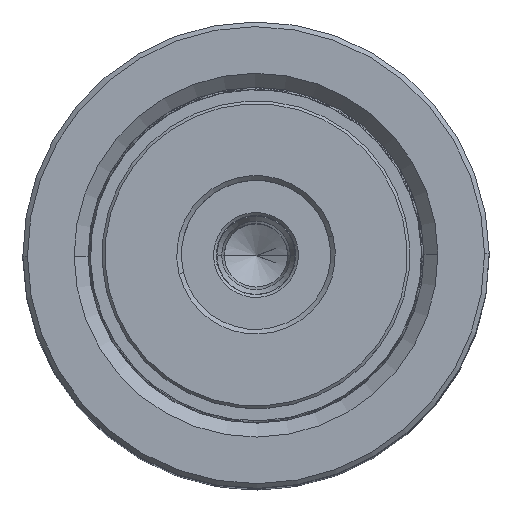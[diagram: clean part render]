
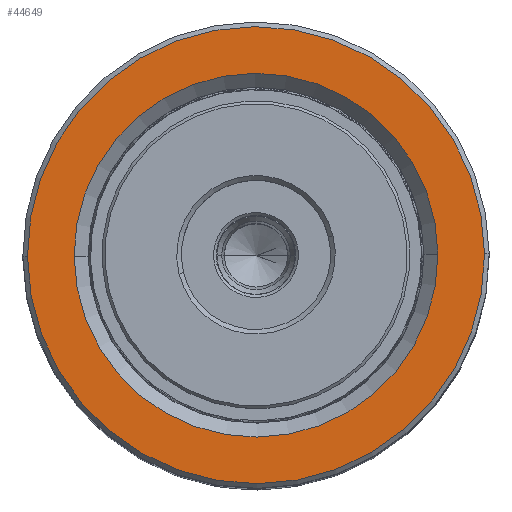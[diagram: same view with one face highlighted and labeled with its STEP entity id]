
A CAD part, top view. The second image highlights one B-rep face of the part: STEP entity #44649.
In plain terms, the highlighted planar face has unit normal (0, 0, 1).
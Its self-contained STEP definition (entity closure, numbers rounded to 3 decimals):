
#1007 = DIRECTION ( 'NONE',  ( 0., 0., 1. ) ) ;
#3779 = EDGE_CURVE ( 'NONE', #15797, #42631, #26244, .T. ) ;
#4336 = CARTESIAN_POINT ( 'NONE',  ( 0., 0., 100. ) ) ;
#4687 = CARTESIAN_POINT ( 'NONE',  ( -24.5, 0., 100. ) ) ;
#5596 = DIRECTION ( 'NONE',  ( 0., 0., -1. ) ) ;
#8143 = PLANE ( 'NONE',  #10127 ) ;
#8353 = AXIS2_PLACEMENT_3D ( 'NONE', #44138, #23448, #15803 ) ;
#10127 = AXIS2_PLACEMENT_3D ( 'NONE', #50276, #13292, #20632 ) ;
#11693 = DIRECTION ( 'NONE',  ( 1., 0., 0. ) ) ;
#13292 = DIRECTION ( 'NONE',  ( 0., 0., 1. ) ) ;
#14022 = DIRECTION ( 'NONE',  ( 1., 0., 0. ) ) ;
#14460 = ORIENTED_EDGE ( 'NONE', *, *, #34194, .T. ) ;
#15797 = VERTEX_POINT ( 'NONE', #46443 ) ;
#15803 = DIRECTION ( 'NONE',  ( 1., 0., 0. ) ) ;
#16543 = EDGE_LOOP ( 'NONE', ( #14460, #31574 ) ) ;
#16608 = CIRCLE ( 'NONE', #27112, 24.5 ) ;
#17634 = FACE_OUTER_BOUND ( 'NONE', #16543, .T. ) ;
#18336 = AXIS2_PLACEMENT_3D ( 'NONE', #38244, #34454, #42331 ) ;
#20632 = DIRECTION ( 'NONE',  ( 1., 0., 0. ) ) ;
#23358 = CIRCLE ( 'NONE', #18336, 19.5 ) ;
#23448 = DIRECTION ( 'NONE',  ( 0., 0., 1. ) ) ;
#26244 = CIRCLE ( 'NONE', #38426, 19.5 ) ;
#26306 = CARTESIAN_POINT ( 'NONE',  ( 0., 0., 100. ) ) ;
#27112 = AXIS2_PLACEMENT_3D ( 'NONE', #4336, #1007, #11693 ) ;
#27923 = VERTEX_POINT ( 'NONE', #45935 ) ;
#31574 = ORIENTED_EDGE ( 'NONE', *, *, #49063, .T. ) ;
#32663 = CIRCLE ( 'NONE', #8353, 24.5 ) ;
#34194 = EDGE_CURVE ( 'NONE', #34881, #27923, #16608, .T. ) ;
#34454 = DIRECTION ( 'NONE',  ( 0., 0., -1. ) ) ;
#34881 = VERTEX_POINT ( 'NONE', #4687 ) ;
#37242 = FACE_BOUND ( 'NONE', #49977, .T. ) ;
#38244 = CARTESIAN_POINT ( 'NONE',  ( 0., 0., 100. ) ) ;
#38426 = AXIS2_PLACEMENT_3D ( 'NONE', #26306, #5596, #14022 ) ;
#40039 = EDGE_CURVE ( 'NONE', #42631, #15797, #23358, .T. ) ;
#42331 = DIRECTION ( 'NONE',  ( 1., 0., 0. ) ) ;
#42631 = VERTEX_POINT ( 'NONE', #44277 ) ;
#44138 = CARTESIAN_POINT ( 'NONE',  ( 0., 0., 100. ) ) ;
#44277 = CARTESIAN_POINT ( 'NONE',  ( -19.5, 0., 100. ) ) ;
#44649 = ADVANCED_FACE ( 'NONE', ( #17634, #37242 ), #8143, .T. ) ;
#45044 = ORIENTED_EDGE ( 'NONE', *, *, #40039, .T. ) ;
#45189 = ORIENTED_EDGE ( 'NONE', *, *, #3779, .T. ) ;
#45935 = CARTESIAN_POINT ( 'NONE',  ( 24.5, 0., 100. ) ) ;
#46443 = CARTESIAN_POINT ( 'NONE',  ( 19.5, 0., 100. ) ) ;
#49063 = EDGE_CURVE ( 'NONE', #27923, #34881, #32663, .T. ) ;
#49977 = EDGE_LOOP ( 'NONE', ( #45189, #45044 ) ) ;
#50276 = CARTESIAN_POINT ( 'NONE',  ( 0., 0., 100. ) ) ;
